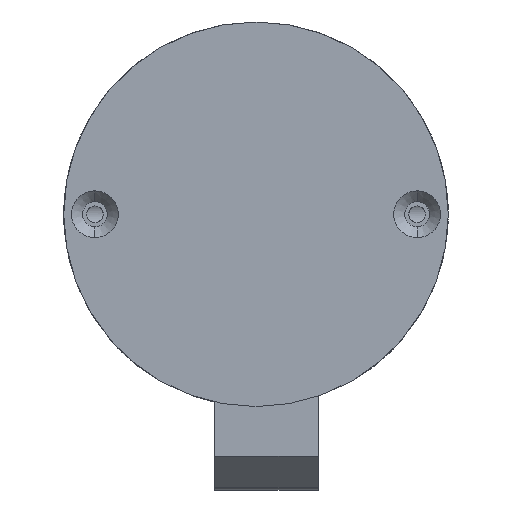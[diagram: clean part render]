
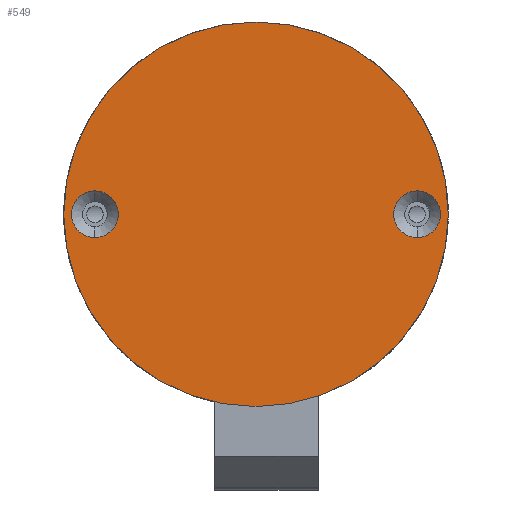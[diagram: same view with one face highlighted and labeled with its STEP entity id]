
A CAD part, front view. The second image highlights one B-rep face of the part: STEP entity #549.
In plain terms, the highlighted face is planar.
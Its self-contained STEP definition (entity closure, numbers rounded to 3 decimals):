
#179 = CARTESIAN_POINT ( 'NONE',  ( -15.5, 1.5, 2.25 ) ) ;
#183 = CIRCLE ( 'NONE', #2599, 2.25 ) ;
#262 = FACE_BOUND ( 'NONE', #3744, .T. ) ;
#300 = EDGE_CURVE ( 'NONE', #902, #1834, #183, .T. ) ;
#397 = VERTEX_POINT ( 'NONE', #179 ) ;
#402 = CARTESIAN_POINT ( 'NONE',  ( 15.5, 1.5, 0. ) ) ;
#441 = EDGE_CURVE ( 'NONE', #454, #3448, #3003, .T. ) ;
#454 = VERTEX_POINT ( 'NONE', #1160 ) ;
#531 = CARTESIAN_POINT ( 'NONE',  ( -15.5, 1.5, -2.25 ) ) ;
#549 = ADVANCED_FACE ( 'NONE', ( #1489, #262, #1219 ), #1804, .T. ) ;
#634 = EDGE_CURVE ( 'NONE', #3485, #397, #2634, .T. ) ;
#783 = ORIENTED_EDGE ( 'NONE', *, *, #634, .F. ) ;
#853 = CIRCLE ( 'NONE', #2551, 2.25 ) ;
#891 = DIRECTION ( 'NONE',  ( 0., 1., 0. ) ) ;
#902 = VERTEX_POINT ( 'NONE', #3067 ) ;
#910 = DIRECTION ( 'NONE',  ( 0., 1., 0. ) ) ;
#1049 = CARTESIAN_POINT ( 'NONE',  ( 0., 1.5, 0. ) ) ;
#1075 = CIRCLE ( 'NONE', #1601, 2.25 ) ;
#1095 = DIRECTION ( 'NONE',  ( 0., 1., 0. ) ) ;
#1138 = CARTESIAN_POINT ( 'NONE',  ( 0., 1.5, -18.5 ) ) ;
#1160 = CARTESIAN_POINT ( 'NONE',  ( 0., 1.5, 18.5 ) ) ;
#1219 = FACE_OUTER_BOUND ( 'NONE', #3136, .T. ) ;
#1238 = DIRECTION ( 'NONE',  ( 0., 0., 1. ) ) ;
#1365 = EDGE_LOOP ( 'NONE', ( #1769, #783 ) ) ;
#1371 = DIRECTION ( 'NONE',  ( 0., 1., 0. ) ) ;
#1489 = FACE_BOUND ( 'NONE', #1365, .T. ) ;
#1599 = EDGE_CURVE ( 'NONE', #3448, #454, #2732, .T. ) ;
#1601 = AXIS2_PLACEMENT_3D ( 'NONE', #402, #1371, #2622 ) ;
#1769 = ORIENTED_EDGE ( 'NONE', *, *, #2429, .F. ) ;
#1804 = PLANE ( 'NONE',  #3879 ) ;
#1834 = VERTEX_POINT ( 'NONE', #2899 ) ;
#1980 = ORIENTED_EDGE ( 'NONE', *, *, #1599, .T. ) ;
#2177 = DIRECTION ( 'NONE',  ( 0., 0., 1. ) ) ;
#2410 = AXIS2_PLACEMENT_3D ( 'NONE', #1049, #3560, #2638 ) ;
#2429 = EDGE_CURVE ( 'NONE', #397, #3485, #853, .T. ) ;
#2526 = DIRECTION ( 'NONE',  ( 0., 1., 0. ) ) ;
#2528 = DIRECTION ( 'NONE',  ( 0., 1., 0. ) ) ;
#2551 = AXIS2_PLACEMENT_3D ( 'NONE', #3129, #2526, #3757 ) ;
#2597 = ORIENTED_EDGE ( 'NONE', *, *, #3045, .F. ) ;
#2599 = AXIS2_PLACEMENT_3D ( 'NONE', #3255, #1095, #2659 ) ;
#2622 = DIRECTION ( 'NONE',  ( 0., 0., 1. ) ) ;
#2634 = CIRCLE ( 'NONE', #3157, 2.25 ) ;
#2638 = DIRECTION ( 'NONE',  ( 0., 0., 1. ) ) ;
#2659 = DIRECTION ( 'NONE',  ( 0., 0., 1. ) ) ;
#2710 = ORIENTED_EDGE ( 'NONE', *, *, #441, .T. ) ;
#2732 = CIRCLE ( 'NONE', #2410, 18.5 ) ;
#2762 = CARTESIAN_POINT ( 'NONE',  ( 0., 1.5, 0. ) ) ;
#2899 = CARTESIAN_POINT ( 'NONE',  ( 15.5, 1.5, 2.25 ) ) ;
#3003 = CIRCLE ( 'NONE', #3327, 18.5 ) ;
#3045 = EDGE_CURVE ( 'NONE', #1834, #902, #1075, .T. ) ;
#3048 = DIRECTION ( 'NONE',  ( 0., 0., 1. ) ) ;
#3067 = CARTESIAN_POINT ( 'NONE',  ( 15.5, 1.5, -2.25 ) ) ;
#3129 = CARTESIAN_POINT ( 'NONE',  ( -15.5, 1.5, 0. ) ) ;
#3130 = CARTESIAN_POINT ( 'NONE',  ( -15.5, 1.5, 0. ) ) ;
#3136 = EDGE_LOOP ( 'NONE', ( #1980, #2710 ) ) ;
#3157 = AXIS2_PLACEMENT_3D ( 'NONE', #3130, #2528, #1238 ) ;
#3255 = CARTESIAN_POINT ( 'NONE',  ( 15.5, 1.5, 0. ) ) ;
#3327 = AXIS2_PLACEMENT_3D ( 'NONE', #2762, #891, #3048 ) ;
#3448 = VERTEX_POINT ( 'NONE', #1138 ) ;
#3485 = VERTEX_POINT ( 'NONE', #531 ) ;
#3560 = DIRECTION ( 'NONE',  ( 0., 1., 0. ) ) ;
#3727 = CARTESIAN_POINT ( 'NONE',  ( 0., 1.5, 0. ) ) ;
#3738 = ORIENTED_EDGE ( 'NONE', *, *, #300, .F. ) ;
#3744 = EDGE_LOOP ( 'NONE', ( #2597, #3738 ) ) ;
#3757 = DIRECTION ( 'NONE',  ( 0., 0., 1. ) ) ;
#3879 = AXIS2_PLACEMENT_3D ( 'NONE', #3727, #910, #2177 ) ;
